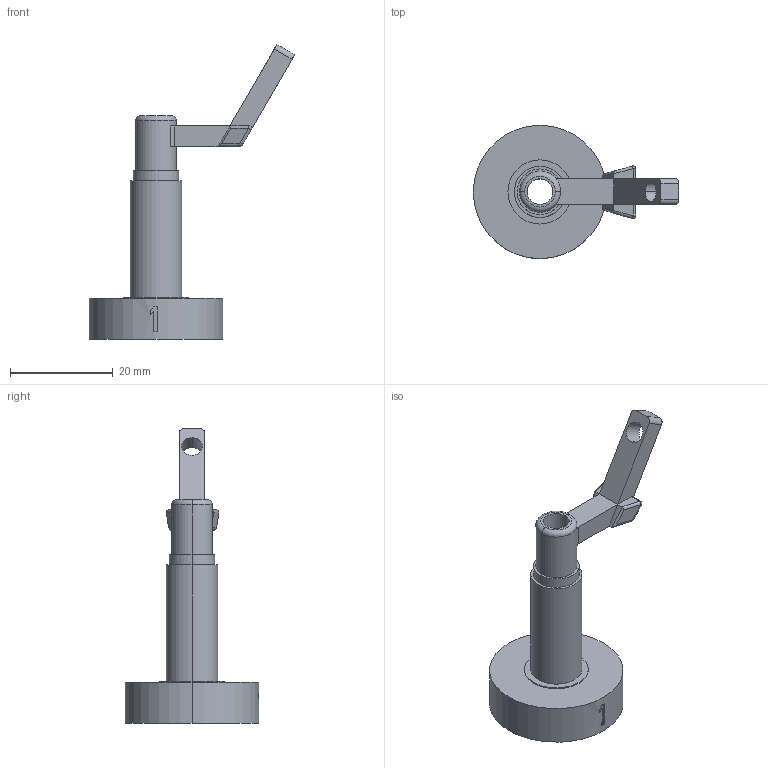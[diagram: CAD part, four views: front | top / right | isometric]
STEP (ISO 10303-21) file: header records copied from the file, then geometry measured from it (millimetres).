
FILE_DESCRIPTION((''),'2;1');
FILE_NAME('ARM_1_-60_50','2020-07-08T12:43:33',('EMassa'),(''),'CREO PARAMETRIC BY PTC INC, 2019344','CREO PARAMETRIC BY PTC INC, 2019344','');
FILE_SCHEMA(('CONFIG_CONTROL_DESIGN'));
Length unit declared in the file: millimetre
Products named in the file (1): ARM_1_-60_50
Bounding box: 40.02 x 25.98 x 57.46 mm (x, y, z)
Volume: 4303 mm3; surface area: 4750.7 mm2
Topology: 1 solids, 2 shells, 76 faces, 179 edges, 114 vertices
Faces by surface type: cylinder 37, plane 33, torus 2, bspline 2, sphere 2
Entity records: 2347 total; most frequent: CARTESIAN_POINT 510, DIRECTION 391, ORIENTED_EDGE 354, EDGE_CURVE 179, AXIS2_PLACEMENT_3D 151, VERTEX_POINT 114, VECTOR 89, LINE 89
